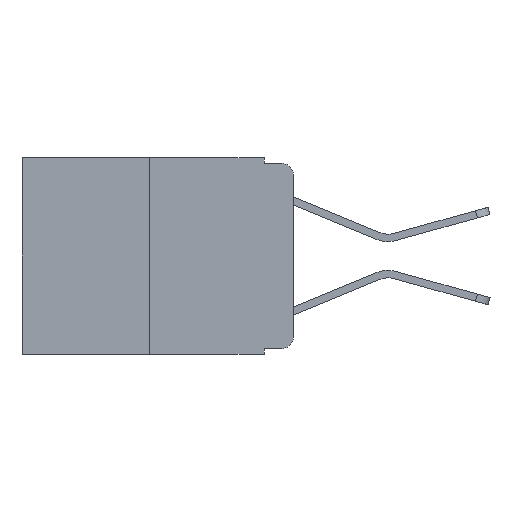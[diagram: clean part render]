
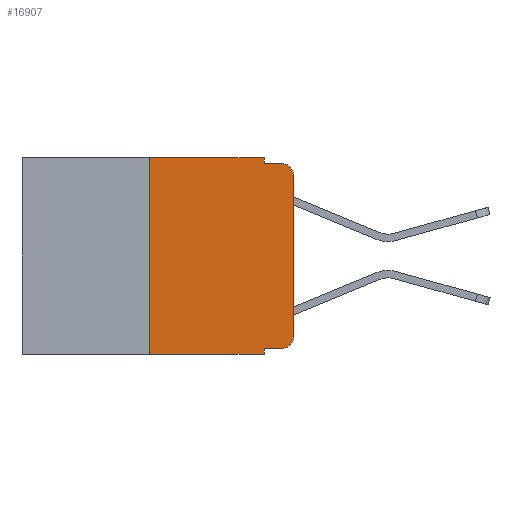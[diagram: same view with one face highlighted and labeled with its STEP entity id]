
A CAD part, left-side view. The second image highlights one B-rep face of the part: STEP entity #16907.
In plain terms, the highlighted planar face has unit normal (-1, 0, 0).
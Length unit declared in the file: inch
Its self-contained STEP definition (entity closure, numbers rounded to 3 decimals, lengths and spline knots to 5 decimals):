
#3 = ORIENTED_EDGE ( 'NONE', *, *, #12174, .T. ) ;
#36 = DIRECTION ( 'NONE',  ( 0., 0., -1. ) ) ;
#108 = EDGE_CURVE ( 'NONE', #902, #3960, #3990, .T. ) ;
#222 = CARTESIAN_POINT ( 'NONE',  ( 0., 0.051, -0.333 ) ) ;
#355 = CARTESIAN_POINT ( 'NONE',  ( 0., 0.25, 0. ) ) ;
#582 = DIRECTION ( 'NONE',  ( -1., 0., 0. ) ) ;
#807 = ORIENTED_EDGE ( 'NONE', *, *, #4335, .T. ) ;
#902 = VERTEX_POINT ( 'NONE', #13367 ) ;
#1514 = CARTESIAN_POINT ( 'NONE',  ( 0., 0., 0. ) ) ;
#1588 = VERTEX_POINT ( 'NONE', #8495 ) ;
#1671 = VERTEX_POINT ( 'NONE', #17927 ) ;
#1697 = DIRECTION ( 'NONE',  ( 0., 0., 1. ) ) ;
#1724 = VECTOR ( 'NONE', #3883, 39.37008 ) ;
#2048 = EDGE_CURVE ( 'NONE', #6046, #902, #7736, .T. ) ;
#2333 = FACE_OUTER_BOUND ( 'NONE', #18547, .T. ) ;
#2625 = CARTESIAN_POINT ( 'NONE',  ( 0., 0.051, 0. ) ) ;
#2683 = DIRECTION ( 'NONE',  ( 0., 0., -1. ) ) ;
#2729 = CIRCLE ( 'NONE', #16334, 0.02 ) ;
#3466 = VECTOR ( 'NONE', #18186, 39.37008 ) ;
#3883 = DIRECTION ( 'NONE',  ( 0., -1., 0. ) ) ;
#3960 = VERTEX_POINT ( 'NONE', #8595 ) ;
#3990 = LINE ( 'NONE', #9681, #17190 ) ;
#4158 = CARTESIAN_POINT ( 'NONE',  ( 0., 0.051, 0. ) ) ;
#4237 = ORIENTED_EDGE ( 'NONE', *, *, #11477, .F. ) ;
#4240 = CARTESIAN_POINT ( 'NONE',  ( 0., 0.473, 0. ) ) ;
#4315 = AXIS2_PLACEMENT_3D ( 'NONE', #4240, #14401, #2683 ) ;
#4335 = EDGE_CURVE ( 'NONE', #10751, #16321, #2729, .T. ) ;
#4477 = CIRCLE ( 'NONE', #18697, 0.02 ) ;
#4650 = CARTESIAN_POINT ( 'NONE',  ( 0., 0.02, -0.03 ) ) ;
#4929 = ORIENTED_EDGE ( 'NONE', *, *, #8499, .T. ) ;
#5184 = ORIENTED_EDGE ( 'NONE', *, *, #14687, .F. ) ;
#5333 = ORIENTED_EDGE ( 'NONE', *, *, #18327, .F. ) ;
#5360 = VECTOR ( 'NONE', #14378, 39.37008 ) ;
#5362 = LINE ( 'NONE', #1514, #17631 ) ;
#6046 = VERTEX_POINT ( 'NONE', #2625 ) ;
#7399 = LINE ( 'NONE', #14569, #5360 ) ;
#7695 = ORIENTED_EDGE ( 'NONE', *, *, #108, .F. ) ;
#7736 = LINE ( 'NONE', #4158, #13641 ) ;
#8231 = DIRECTION ( 'NONE',  ( 0., 0., 1. ) ) ;
#8495 = CARTESIAN_POINT ( 'NONE',  ( 0., 0.25, -0.343 ) ) ;
#8499 = EDGE_CURVE ( 'NONE', #1588, #10217, #15283, .T. ) ;
#8595 = CARTESIAN_POINT ( 'NONE',  ( 0., 0.02, -0.01 ) ) ;
#9107 = ORIENTED_EDGE ( 'NONE', *, *, #9149, .T. ) ;
#9149 = EDGE_CURVE ( 'NONE', #10276, #10751, #15729, .T. ) ;
#9681 = CARTESIAN_POINT ( 'NONE',  ( 0., 0.051, -0.01 ) ) ;
#10217 = VERTEX_POINT ( 'NONE', #17333 ) ;
#10276 = VERTEX_POINT ( 'NONE', #222 ) ;
#10699 = ORIENTED_EDGE ( 'NONE', *, *, #2048, .F. ) ;
#10704 = DIRECTION ( 'NONE',  ( 0., 0., -1. ) ) ;
#10751 = VERTEX_POINT ( 'NONE', #15393 ) ;
#11047 = CARTESIAN_POINT ( 'NONE',  ( 0., 0.02, -0.313 ) ) ;
#11104 = EDGE_CURVE ( 'NONE', #1671, #3960, #4477, .T. ) ;
#11477 = EDGE_CURVE ( 'NONE', #12271, #6046, #7399, .T. ) ;
#12174 = EDGE_CURVE ( 'NONE', #16321, #1671, #5362, .T. ) ;
#12271 = VERTEX_POINT ( 'NONE', #355 ) ;
#12386 = DIRECTION ( 'NONE',  ( 0., -1., 0. ) ) ;
#13367 = CARTESIAN_POINT ( 'NONE',  ( 0., 0.051, -0.01 ) ) ;
#13641 = VECTOR ( 'NONE', #36, 39.37008 ) ;
#14007 = CARTESIAN_POINT ( 'NONE',  ( 0., 0.25, 0. ) ) ;
#14298 = CARTESIAN_POINT ( 'NONE',  ( 0., 0., -0.313 ) ) ;
#14378 = DIRECTION ( 'NONE',  ( 0., -1., 0. ) ) ;
#14401 = DIRECTION ( 'NONE',  ( 1., 0., 0. ) ) ;
#14569 = CARTESIAN_POINT ( 'NONE',  ( 0., 0.473, 0. ) ) ;
#14590 = VECTOR ( 'NONE', #17282, 39.37008 ) ;
#14687 = EDGE_CURVE ( 'NONE', #10276, #10217, #17328, .T. ) ;
#15283 = LINE ( 'NONE', #15439, #1724 ) ;
#15393 = CARTESIAN_POINT ( 'NONE',  ( 0., 0.02, -0.333 ) ) ;
#15439 = CARTESIAN_POINT ( 'NONE',  ( 0., 0.473, -0.343 ) ) ;
#15729 = LINE ( 'NONE', #18582, #14590 ) ;
#16156 = ORIENTED_EDGE ( 'NONE', *, *, #11104, .T. ) ;
#16321 = VERTEX_POINT ( 'NONE', #14298 ) ;
#16334 = AXIS2_PLACEMENT_3D ( 'NONE', #11047, #18370, #18494 ) ;
#16633 = CARTESIAN_POINT ( 'NONE',  ( 0., 0.051, 0. ) ) ;
#16907 = ADVANCED_FACE ( 'NONE', ( #2333 ), #18633, .F. ) ;
#17190 = VECTOR ( 'NONE', #12386, 39.37008 ) ;
#17282 = DIRECTION ( 'NONE',  ( 0., -1., 0. ) ) ;
#17328 = LINE ( 'NONE', #16633, #3466 ) ;
#17333 = CARTESIAN_POINT ( 'NONE',  ( 0., 0.051, -0.343 ) ) ;
#17355 = LINE ( 'NONE', #14007, #17564 ) ;
#17564 = VECTOR ( 'NONE', #8231, 39.37008 ) ;
#17631 = VECTOR ( 'NONE', #1697, 39.37008 ) ;
#17927 = CARTESIAN_POINT ( 'NONE',  ( 0., 0., -0.03 ) ) ;
#18186 = DIRECTION ( 'NONE',  ( 0., 0., -1. ) ) ;
#18327 = EDGE_CURVE ( 'NONE', #1588, #12271, #17355, .T. ) ;
#18370 = DIRECTION ( 'NONE',  ( -1., 0., 0. ) ) ;
#18494 = DIRECTION ( 'NONE',  ( 0., 0., -1. ) ) ;
#18547 = EDGE_LOOP ( 'NONE', ( #3, #16156, #7695, #10699, #4237, #5333, #4929, #5184, #9107, #807 ) ) ;
#18582 = CARTESIAN_POINT ( 'NONE',  ( 0., 0.051, -0.333 ) ) ;
#18633 = PLANE ( 'NONE',  #4315 ) ;
#18697 = AXIS2_PLACEMENT_3D ( 'NONE', #4650, #582, #10704 ) ;
